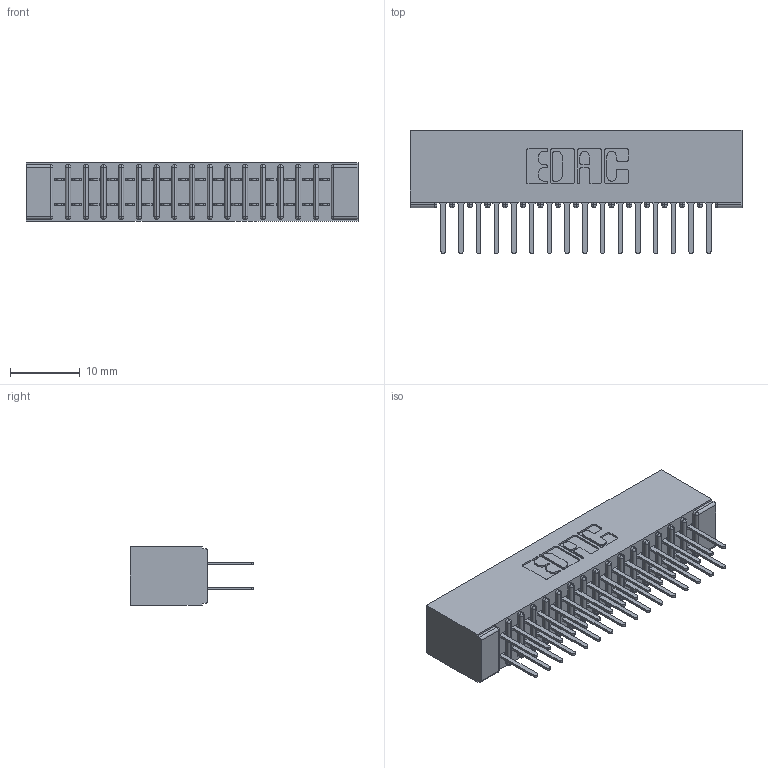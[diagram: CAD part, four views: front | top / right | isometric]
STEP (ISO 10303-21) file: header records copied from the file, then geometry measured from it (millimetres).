
FILE_DESCRIPTION (( 'STEP AP203' ), '1' );
FILE_NAME ('391-032-521-201.STEP', '2018-08-08T22:04:32', ( '' ), ( '' ), 'SwSTEP 2.0', 'SolidWorks 2016', '' );
FILE_SCHEMA (( 'CONFIG_CONTROL_DESIGN' ));
Length unit declared in the file: inch
Products named in the file (3): 341 Part_No Mounting Lugs; 341-292-001_341-292-121; 391-032-521-201
Assembly tree (33 placements, depth 2):
  391-032-521-201
    341 Part_No Mounting Lugs
    341-292-001_341-292-121  x32
Bounding box: 47.62 x 17.7 x 8.38 mm (x, y, z)
Volume: 2880.8 mm3; surface area: 6440.2 mm2
Topology: 33 solids, 33 shells, 2220 faces, 6420 edges, 4158 vertices
Faces by surface type: plane 1344, cylinder 812, sphere 34, torus 30
Entity records: 22549 total; most frequent: CARTESIAN_POINT 3748, ORIENTED_EDGE 3720, DIRECTION 3654, EDGE_CURVE 1860, VECTOR 1478, LINE 1478, VERTEX_POINT 1182, AXIS2_PLACEMENT_3D 1088
